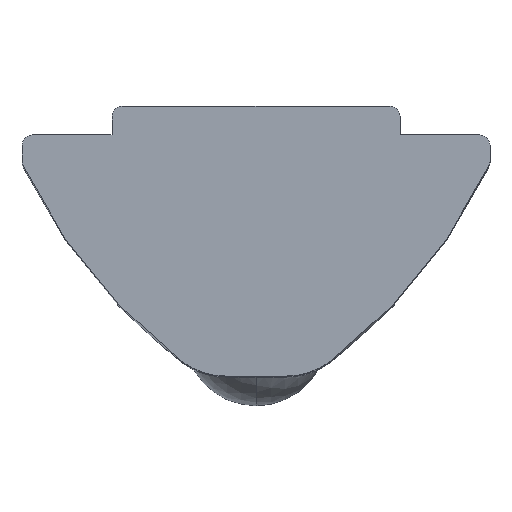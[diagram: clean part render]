
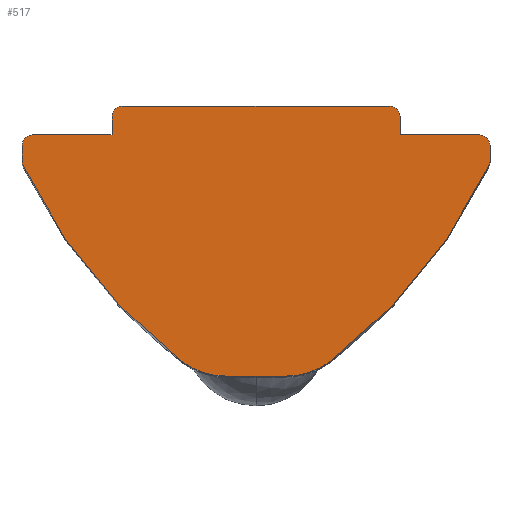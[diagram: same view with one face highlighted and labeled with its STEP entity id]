
A CAD part, top view. The second image highlights one B-rep face of the part: STEP entity #517.
In plain terms, the highlighted planar face has unit normal (0, 0, 1).
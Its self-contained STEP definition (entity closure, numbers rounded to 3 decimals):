
#19 = VERTEX_POINT ( 'NONE', #229 ) ;
#27 = AXIS2_PLACEMENT_3D ( 'NONE', #949, #393, #658 ) ;
#51 = VECTOR ( 'NONE', #352, 1000. ) ;
#54 = DIRECTION ( 'NONE',  ( 1., 0., 0. ) ) ;
#56 = CARTESIAN_POINT ( 'NONE',  ( -4., -0.3, 10.5 ) ) ;
#65 = CARTESIAN_POINT ( 'NONE',  ( -6.5, -1.1, 10.5 ) ) ;
#80 = DIRECTION ( 'NONE',  ( 0., 0., 1. ) ) ;
#82 = CARTESIAN_POINT ( 'NONE',  ( -4., 0., 10.5 ) ) ;
#88 = VERTEX_POINT ( 'NONE', #930 ) ;
#91 = DIRECTION ( 'NONE',  ( 0., 0., 1. ) ) ;
#94 = CIRCLE ( 'NONE', #557, 0.3 ) ;
#98 = VECTOR ( 'NONE', #164, 1000. ) ;
#100 = AXIS2_PLACEMENT_3D ( 'NONE', #1031, #749, #587 ) ;
#107 = VERTEX_POINT ( 'NONE', #363 ) ;
#112 = EDGE_CURVE ( 'NONE', #19, #316, #369, .T. ) ;
#124 = VERTEX_POINT ( 'NONE', #746 ) ;
#127 = DIRECTION ( 'NONE',  ( 1., 0., 0. ) ) ;
#128 = EDGE_CURVE ( 'NONE', #1147, #88, #470, .T. ) ;
#130 = ORIENTED_EDGE ( 'NONE', *, *, #200, .T. ) ;
#135 = AXIS2_PLACEMENT_3D ( 'NONE', #811, #839, #367 ) ;
#145 = CARTESIAN_POINT ( 'NONE',  ( 3.7, 0., 10.5 ) ) ;
#147 = ORIENTED_EDGE ( 'NONE', *, *, #806, .T. ) ;
#149 = LINE ( 'NONE', #233, #51 ) ;
#153 = ORIENTED_EDGE ( 'NONE', *, *, #308, .T. ) ;
#156 = CIRCLE ( 'NONE', #1109, 0.3 ) ;
#164 = DIRECTION ( 'NONE',  ( -1., 0., 0. ) ) ;
#181 = CARTESIAN_POINT ( 'NONE',  ( -7.057, 4.82, 10.5 ) ) ;
#191 = DIRECTION ( 'NONE',  ( 1., 0., 0. ) ) ;
#196 = AXIS2_PLACEMENT_3D ( 'NONE', #683, #91, #1144 ) ;
#200 = EDGE_CURVE ( 'NONE', #780, #676, #156, .T. ) ;
#201 = ORIENTED_EDGE ( 'NONE', *, *, #974, .T. ) ;
#229 = CARTESIAN_POINT ( 'NONE',  ( -0.849, -7.5, 10.5 ) ) ;
#233 = CARTESIAN_POINT ( 'NONE',  ( -4., 0., 10.5 ) ) ;
#234 = AXIS2_PLACEMENT_3D ( 'NONE', #954, #961, #938 ) ;
#241 = CARTESIAN_POINT ( 'NONE',  ( -4., -0.8, 10.5 ) ) ;
#247 = CARTESIAN_POINT ( 'NONE',  ( -6.2, -1.1, 10.5 ) ) ;
#250 = VERTEX_POINT ( 'NONE', #353 ) ;
#266 = ORIENTED_EDGE ( 'NONE', *, *, #480, .T. ) ;
#279 = VECTOR ( 'NONE', #1185, 1000. ) ;
#281 = EDGE_CURVE ( 'NONE', #676, #124, #554, .T. ) ;
#291 = ORIENTED_EDGE ( 'NONE', *, *, #569, .T. ) ;
#292 = DIRECTION ( 'NONE',  ( 0., 0., 1. ) ) ;
#308 = EDGE_CURVE ( 'NONE', #429, #19, #861, .T. ) ;
#316 = VERTEX_POINT ( 'NONE', #1000 ) ;
#340 = EDGE_CURVE ( 'NONE', #1222, #1145, #1012, .T. ) ;
#342 = CIRCLE ( 'NONE', #196, 15. ) ;
#348 = VERTEX_POINT ( 'NONE', #459 ) ;
#349 = EDGE_CURVE ( 'NONE', #316, #348, #364, .T. ) ;
#352 = DIRECTION ( 'NONE',  ( 0., -1., 0. ) ) ;
#353 = CARTESIAN_POINT ( 'NONE',  ( 6.5, -1.532, 10.5 ) ) ;
#363 = CARTESIAN_POINT ( 'NONE',  ( 4., -0.3, 10.5 ) ) ;
#364 = CIRCLE ( 'NONE', #135, 2. ) ;
#367 = DIRECTION ( 'NONE',  ( 1., 0., 0. ) ) ;
#369 = LINE ( 'NONE', #842, #1187 ) ;
#373 = FACE_OUTER_BOUND ( 'NONE', #808, .T. ) ;
#388 = CARTESIAN_POINT ( 'NONE',  ( 6.5, -1.1, 10.5 ) ) ;
#393 = DIRECTION ( 'NONE',  ( 0., 0., 1. ) ) ;
#395 = ORIENTED_EDGE ( 'NONE', *, *, #464, .T. ) ;
#429 = VERTEX_POINT ( 'NONE', #581 ) ;
#436 = ORIENTED_EDGE ( 'NONE', *, *, #1165, .T. ) ;
#441 = CIRCLE ( 'NONE', #27, 0.3 ) ;
#451 = ORIENTED_EDGE ( 'NONE', *, *, #782, .T. ) ;
#455 = CARTESIAN_POINT ( 'NONE',  ( 6.2, -0.8, 10.5 ) ) ;
#459 = CARTESIAN_POINT ( 'NONE',  ( 2.065, -7.088, 10.5 ) ) ;
#464 = EDGE_CURVE ( 'NONE', #250, #780, #665, .T. ) ;
#470 = LINE ( 'NONE', #82, #98 ) ;
#480 = EDGE_CURVE ( 'NONE', #856, #518, #1167, .T. ) ;
#494 = CARTESIAN_POINT ( 'NONE',  ( 3.7, -0.3, 10.5 ) ) ;
#517 = ADVANCED_FACE ( 'NONE', ( #373 ), #657, .T. ) ;
#518 = VERTEX_POINT ( 'NONE', #764 ) ;
#533 = CIRCLE ( 'NONE', #234, 15. ) ;
#554 = LINE ( 'NONE', #1119, #763 ) ;
#557 = AXIS2_PLACEMENT_3D ( 'NONE', #756, #80, #1133 ) ;
#563 = DIRECTION ( 'NONE',  ( 0., 0., 1. ) ) ;
#569 = EDGE_CURVE ( 'NONE', #692, #856, #726, .T. ) ;
#581 = CARTESIAN_POINT ( 'NONE',  ( -2.065, -7.088, 10.5 ) ) ;
#582 = AXIS2_PLACEMENT_3D ( 'NONE', #181, #563, #858 ) ;
#585 = ORIENTED_EDGE ( 'NONE', *, *, #878, .T. ) ;
#587 = DIRECTION ( 'NONE',  ( 1., 0., 0. ) ) ;
#619 = VERTEX_POINT ( 'NONE', #1096 ) ;
#632 = DIRECTION ( 'NONE',  ( 1., 0., 0. ) ) ;
#638 = AXIS2_PLACEMENT_3D ( 'NONE', #494, #984, #127 ) ;
#642 = VECTOR ( 'NONE', #960, 1000. ) ;
#657 = PLANE ( 'NONE',  #582 ) ;
#658 = DIRECTION ( 'NONE',  ( 1., 0., 0. ) ) ;
#662 = CARTESIAN_POINT ( 'NONE',  ( 6.2, -1.1, 10.5 ) ) ;
#665 = LINE ( 'NONE', #1039, #642 ) ;
#676 = VERTEX_POINT ( 'NONE', #455 ) ;
#683 = CARTESIAN_POINT ( 'NONE',  ( 7.057, 4.82, 10.5 ) ) ;
#686 = VERTEX_POINT ( 'NONE', #56 ) ;
#692 = VERTEX_POINT ( 'NONE', #65 ) ;
#695 = ORIENTED_EDGE ( 'NONE', *, *, #793, .T. ) ;
#705 = ORIENTED_EDGE ( 'NONE', *, *, #775, .T. ) ;
#710 = DIRECTION ( 'NONE',  ( 0., 0., 1. ) ) ;
#723 = DIRECTION ( 'NONE',  ( -1., 0., 0. ) ) ;
#724 = ORIENTED_EDGE ( 'NONE', *, *, #281, .T. ) ;
#726 = LINE ( 'NONE', #905, #279 ) ;
#746 = CARTESIAN_POINT ( 'NONE',  ( 4., -0.8, 10.5 ) ) ;
#749 = DIRECTION ( 'NONE',  ( 0., 0., 1. ) ) ;
#756 = CARTESIAN_POINT ( 'NONE',  ( -3.7, -0.3, 10.5 ) ) ;
#762 = AXIS2_PLACEMENT_3D ( 'NONE', #247, #710, #632 ) ;
#763 = VECTOR ( 'NONE', #723, 1000. ) ;
#764 = CARTESIAN_POINT ( 'NONE',  ( -6.471, -1.662, 10.5 ) ) ;
#765 = CARTESIAN_POINT ( 'NONE',  ( 4., 0., 10.5 ) ) ;
#775 = EDGE_CURVE ( 'NONE', #619, #250, #441, .T. ) ;
#780 = VERTEX_POINT ( 'NONE', #388 ) ;
#782 = EDGE_CURVE ( 'NONE', #124, #107, #1139, .T. ) ;
#793 = EDGE_CURVE ( 'NONE', #518, #429, #342, .T. ) ;
#806 = EDGE_CURVE ( 'NONE', #88, #686, #94, .T. ) ;
#808 = EDGE_LOOP ( 'NONE', ( #892, #1166, #585, #705, #395, #130, #724, #451, #201, #927, #147, #436, #971, #1056, #291, #266, #695, #153 ) ) ;
#811 = CARTESIAN_POINT ( 'NONE',  ( 0.849, -5.5, 10.5 ) ) ;
#839 = DIRECTION ( 'NONE',  ( 0., 0., 1. ) ) ;
#842 = CARTESIAN_POINT ( 'NONE',  ( -1.5, -7.5, 10.5 ) ) ;
#855 = CARTESIAN_POINT ( 'NONE',  ( -6.5, -1.532, 10.5 ) ) ;
#856 = VERTEX_POINT ( 'NONE', #855 ) ;
#858 = DIRECTION ( 'NONE',  ( 1., 0., 0. ) ) ;
#861 = CIRCLE ( 'NONE', #973, 2. ) ;
#878 = EDGE_CURVE ( 'NONE', #348, #619, #533, .T. ) ;
#892 = ORIENTED_EDGE ( 'NONE', *, *, #112, .T. ) ;
#905 = CARTESIAN_POINT ( 'NONE',  ( -6.5, -0.8, 10.5 ) ) ;
#908 = CARTESIAN_POINT ( 'NONE',  ( -6.2, -0.8, 10.5 ) ) ;
#922 = DIRECTION ( 'NONE',  ( 0., 0., 1. ) ) ;
#927 = ORIENTED_EDGE ( 'NONE', *, *, #128, .T. ) ;
#929 = DIRECTION ( 'NONE',  ( -1., 0., 0. ) ) ;
#930 = CARTESIAN_POINT ( 'NONE',  ( -3.7, 0., 10.5 ) ) ;
#935 = CARTESIAN_POINT ( 'NONE',  ( -4., -0.8, 10.5 ) ) ;
#936 = CARTESIAN_POINT ( 'NONE',  ( -0.849, -5.5, 10.5 ) ) ;
#938 = DIRECTION ( 'NONE',  ( 1., 0., 0. ) ) ;
#941 = CIRCLE ( 'NONE', #762, 0.3 ) ;
#949 = CARTESIAN_POINT ( 'NONE',  ( 6.2, -1.532, 10.5 ) ) ;
#954 = CARTESIAN_POINT ( 'NONE',  ( -7.057, 4.82, 10.5 ) ) ;
#960 = DIRECTION ( 'NONE',  ( 0., 1., 0. ) ) ;
#961 = DIRECTION ( 'NONE',  ( 0., 0., 1. ) ) ;
#971 = ORIENTED_EDGE ( 'NONE', *, *, #340, .T. ) ;
#973 = AXIS2_PLACEMENT_3D ( 'NONE', #936, #922, #54 ) ;
#974 = EDGE_CURVE ( 'NONE', #107, #1147, #1207, .T. ) ;
#984 = DIRECTION ( 'NONE',  ( 0., 0., 1. ) ) ;
#1000 = CARTESIAN_POINT ( 'NONE',  ( 0.849, -7.5, 10.5 ) ) ;
#1012 = LINE ( 'NONE', #241, #1070 ) ;
#1027 = DIRECTION ( 'NONE',  ( 1., 0., 0. ) ) ;
#1031 = CARTESIAN_POINT ( 'NONE',  ( -6.2, -1.532, 10.5 ) ) ;
#1032 = VECTOR ( 'NONE', #1149, 1000. ) ;
#1039 = CARTESIAN_POINT ( 'NONE',  ( 6.5, -0.8, 10.5 ) ) ;
#1056 = ORIENTED_EDGE ( 'NONE', *, *, #1153, .T. ) ;
#1070 = VECTOR ( 'NONE', #929, 1000. ) ;
#1096 = CARTESIAN_POINT ( 'NONE',  ( 6.471, -1.662, 10.5 ) ) ;
#1109 = AXIS2_PLACEMENT_3D ( 'NONE', #662, #292, #191 ) ;
#1119 = CARTESIAN_POINT ( 'NONE',  ( 4., -0.8, 10.5 ) ) ;
#1133 = DIRECTION ( 'NONE',  ( 1., 0., 0. ) ) ;
#1139 = LINE ( 'NONE', #765, #1032 ) ;
#1144 = DIRECTION ( 'NONE',  ( 1., 0., 0. ) ) ;
#1145 = VERTEX_POINT ( 'NONE', #908 ) ;
#1147 = VERTEX_POINT ( 'NONE', #145 ) ;
#1149 = DIRECTION ( 'NONE',  ( 0., 1., 0. ) ) ;
#1153 = EDGE_CURVE ( 'NONE', #1145, #692, #941, .T. ) ;
#1165 = EDGE_CURVE ( 'NONE', #686, #1222, #149, .T. ) ;
#1166 = ORIENTED_EDGE ( 'NONE', *, *, #349, .T. ) ;
#1167 = CIRCLE ( 'NONE', #100, 0.3 ) ;
#1185 = DIRECTION ( 'NONE',  ( 0., -1., 0. ) ) ;
#1187 = VECTOR ( 'NONE', #1027, 1000. ) ;
#1207 = CIRCLE ( 'NONE', #638, 0.3 ) ;
#1222 = VERTEX_POINT ( 'NONE', #935 ) ;
